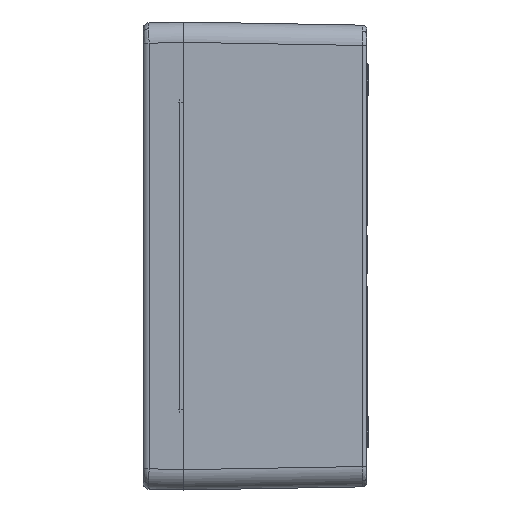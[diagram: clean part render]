
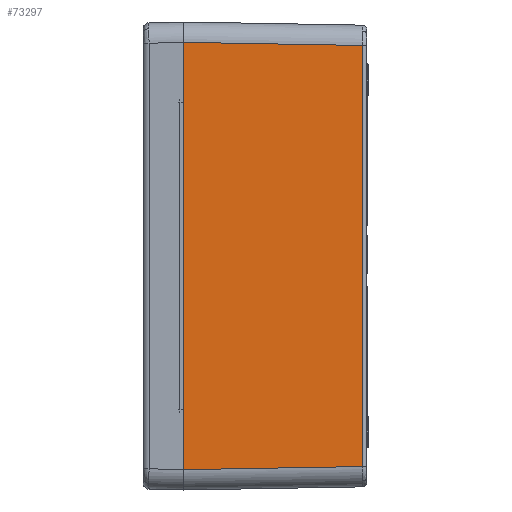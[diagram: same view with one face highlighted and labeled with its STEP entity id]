
A CAD part, left-side view. The second image highlights one B-rep face of the part: STEP entity #73297.
In plain terms, the highlighted planar face has unit normal (-1, -0.018, 0).
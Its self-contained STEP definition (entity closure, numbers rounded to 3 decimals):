
#3118 = ORIENTED_EDGE ( 'NONE', *, *, #74479, .T. ) ;
#3123 = ORIENTED_EDGE ( 'NONE', *, *, #74480, .T. ) ;
#3126 = ORIENTED_EDGE ( 'NONE', *, *, #74478, .T. ) ;
#3127 = ORIENTED_EDGE ( 'NONE', *, *, #74481, .F. ) ;
#16880 = PLANE ( 'NONE',  #17162 ) ;
#16881 = CARTESIAN_POINT ( 'NONE',  ( -300., 0., -115. ) ) ;
#16882 = DIRECTION ( 'NONE',  ( -1., -0.017, 0. ) ) ;
#16883 = DIRECTION ( 'NONE',  ( 0.017, -1., 0. ) ) ;
#17162 = AXIS2_PLACEMENT_3D ( 'NONE', #16881, #16882, #16883 ) ;
#27930 = LINE ( 'NONE', #33373, #29404 ) ;
#27931 = LINE ( 'NONE', #33375, #29405 ) ;
#27932 = LINE ( 'NONE', #33377, #29406 ) ;
#27933 = LINE ( 'NONE', #33379, #29407 ) ;
#29404 = VECTOR ( 'NONE', #33374, 1000. ) ;
#29405 = VECTOR ( 'NONE', #33376, 1000. ) ;
#29406 = VECTOR ( 'NONE', #33378, 1000. ) ;
#29407 = VECTOR ( 'NONE', #33380, 1000. ) ;
#33373 = CARTESIAN_POINT ( 'NONE',  ( -298.463, -88.035, 103.431 ) ) ;
#33374 = DIRECTION ( 'NONE',  ( 0., 0., 1. ) ) ;
#33375 = CARTESIAN_POINT ( 'NONE',  ( -300.003, 0.174, -105.005 ) ) ;
#33376 = DIRECTION ( 'NONE',  ( 0.017, -1., 0.017 ) ) ;
#33377 = CARTESIAN_POINT ( 'NONE',  ( -299.933, -3.838, 104.935 ) ) ;
#33378 = DIRECTION ( 'NONE',  ( -0.017, 1., 0.017 ) ) ;
#33379 = CARTESIAN_POINT ( 'NONE',  ( -300., 0., -115. ) ) ;
#33380 = DIRECTION ( 'NONE',  ( 0., 0., 1. ) ) ;
#40868 = CARTESIAN_POINT ( 'NONE',  ( -300., 0., 105.002 ) ) ;
#40889 = CARTESIAN_POINT ( 'NONE',  ( -298.463, -88.035, -103.465 ) ) ;
#40893 = CARTESIAN_POINT ( 'NONE',  ( -300., 0., -105.002 ) ) ;
#41469 = CARTESIAN_POINT ( 'NONE',  ( -298.463, -88.035, 103.465 ) ) ;
#59073 = FACE_OUTER_BOUND ( 'NONE', #64246, .T. ) ;
#64246 = EDGE_LOOP ( 'NONE', ( #3118, #3126, #3123, #3127 ) ) ;
#73297 = ADVANCED_FACE ( 'NONE', ( #59073 ), #16880, .T. ) ;
#74478 = EDGE_CURVE ( 'NONE', #75361, #75898, #27930, .T. ) ;
#74479 = EDGE_CURVE ( 'NONE', #75365, #75361, #27931, .T. ) ;
#74480 = EDGE_CURVE ( 'NONE', #75898, #75340, #27932, .T. ) ;
#74481 = EDGE_CURVE ( 'NONE', #75365, #75340, #27933, .T. ) ;
#75340 = VERTEX_POINT ( 'NONE', #40868 ) ;
#75361 = VERTEX_POINT ( 'NONE', #40889 ) ;
#75365 = VERTEX_POINT ( 'NONE', #40893 ) ;
#75898 = VERTEX_POINT ( 'NONE', #41469 ) ;
